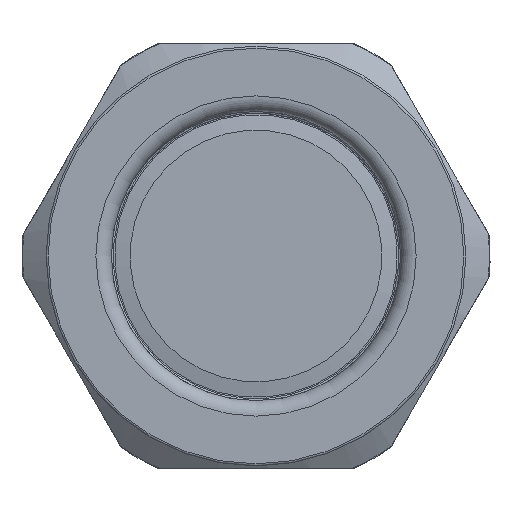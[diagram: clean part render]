
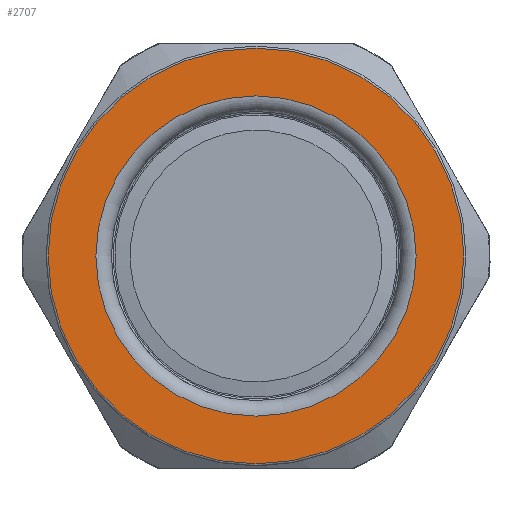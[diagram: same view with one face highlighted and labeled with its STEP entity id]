
A CAD part, left-side view. The second image highlights one B-rep face of the part: STEP entity #2707.
In plain terms, the highlighted planar face has unit normal (-1, 0, 0).
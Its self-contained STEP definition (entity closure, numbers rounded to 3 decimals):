
#327=PLANE('',#3097);
#480=FACE_BOUND('',#946,.T.);
#662=FACE_OUTER_BOUND('',#945,.T.);
#945=EDGE_LOOP('',(#2345));
#946=EDGE_LOOP('',(#2346));
#1157=CIRCLE('',#3096,20.065);
#1158=CIRCLE('',#3098,15.46);
#1437=VERTEX_POINT('',#12683);
#1438=VERTEX_POINT('',#12686);
#1755=EDGE_CURVE('',#1437,#1437,#1157,.T.);
#1756=EDGE_CURVE('',#1438,#1438,#1158,.T.);
#2345=ORIENTED_EDGE('',*,*,#1755,.F.);
#2346=ORIENTED_EDGE('',*,*,#1756,.T.);
#2707=ADVANCED_FACE('',(#662,#480),#327,.T.);
#3096=AXIS2_PLACEMENT_3D('',#12684,#3781,#3782);
#3097=AXIS2_PLACEMENT_3D('',#12685,#3783,#3784);
#3098=AXIS2_PLACEMENT_3D('',#12687,#3785,#3786);
#3781=DIRECTION('center_axis',(1.,0.,0.));
#3782=DIRECTION('ref_axis',(0.,-1.,0.));
#3783=DIRECTION('center_axis',(-1.,0.,0.));
#3784=DIRECTION('ref_axis',(0.,0.,1.));
#3785=DIRECTION('center_axis',(1.,0.,0.));
#3786=DIRECTION('ref_axis',(0.,0.,-1.));
#12683=CARTESIAN_POINT('',(-24.72,20.065,0.));
#12684=CARTESIAN_POINT('Origin',(-24.72,0.,0.));
#12685=CARTESIAN_POINT('Origin',(-24.72,20.265,0.));
#12686=CARTESIAN_POINT('',(-24.72,15.46,0.));
#12687=CARTESIAN_POINT('Origin',(-24.72,0.,0.));
